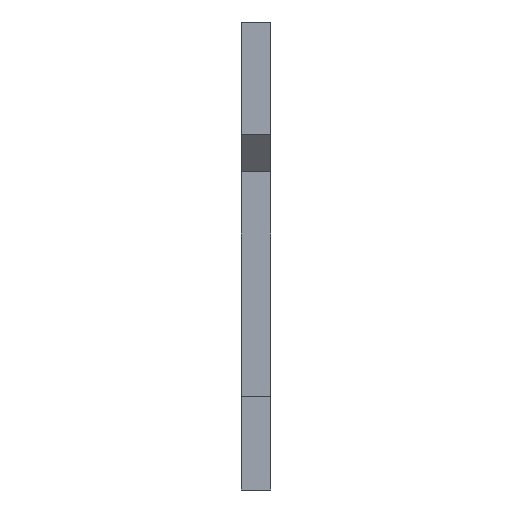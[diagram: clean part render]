
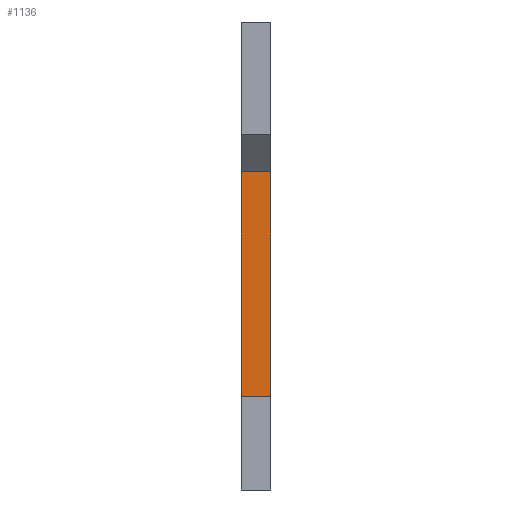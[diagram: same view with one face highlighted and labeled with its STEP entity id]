
A CAD part, front view. The second image highlights one B-rep face of the part: STEP entity #1136.
In plain terms, the highlighted planar face has unit normal (0, -1, 0).
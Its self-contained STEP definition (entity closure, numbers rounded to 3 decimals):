
#38=FACE_OUTER_BOUND('',#100,.T.);
#100=EDGE_LOOP('',(#815,#816,#817,#818));
#225=LINE('',#1701,#369);
#231=LINE('',#1720,#375);
#232=LINE('',#1723,#376);
#233=LINE('',#1724,#377);
#369=VECTOR('',#1349,24.025);
#375=VECTOR('',#1367,3.);
#376=VECTOR('',#1370,24.025);
#377=VECTOR('',#1371,3.);
#521=VERTEX_POINT('',#1698);
#522=VERTEX_POINT('',#1700);
#529=VERTEX_POINT('',#1718);
#530=VERTEX_POINT('',#1722);
#633=EDGE_CURVE('',#521,#522,#225,.T.);
#643=EDGE_CURVE('',#522,#529,#231,.T.);
#644=EDGE_CURVE('',#529,#530,#232,.T.);
#645=EDGE_CURVE('',#521,#530,#233,.T.);
#815=ORIENTED_EDGE('',*,*,#644,.F.);
#816=ORIENTED_EDGE('',*,*,#643,.F.);
#817=ORIENTED_EDGE('',*,*,#633,.F.);
#818=ORIENTED_EDGE('',*,*,#645,.T.);
#1090=PLANE('',#1220);
#1136=ADVANCED_FACE('',(#38),#1090,.T.);
#1220=AXIS2_PLACEMENT_3D('',#1721,#1368,#1369);
#1349=DIRECTION('',(0.,0.,-1.));
#1367=DIRECTION('',(-1.,0.,0.));
#1368=DIRECTION('center_axis',(0.,-1.,0.));
#1369=DIRECTION('ref_axis',(0.,0.,-1.));
#1370=DIRECTION('',(0.,0.,1.));
#1371=DIRECTION('',(-1.,0.,0.));
#1698=CARTESIAN_POINT('',(3.175,-19.,-13.));
#1700=CARTESIAN_POINT('',(3.175,-19.,-37.025));
#1701=CARTESIAN_POINT('',(3.175,-19.,-37.025));
#1718=CARTESIAN_POINT('',(0.,-19.,-37.025));
#1720=CARTESIAN_POINT('',(3.,-19.,-37.025));
#1721=CARTESIAN_POINT('Origin',(3.,-19.,-37.025));
#1722=CARTESIAN_POINT('',(0.,-19.,-13.));
#1723=CARTESIAN_POINT('',(0.,-19.,-37.025));
#1724=CARTESIAN_POINT('',(3.,-19.,-13.));
